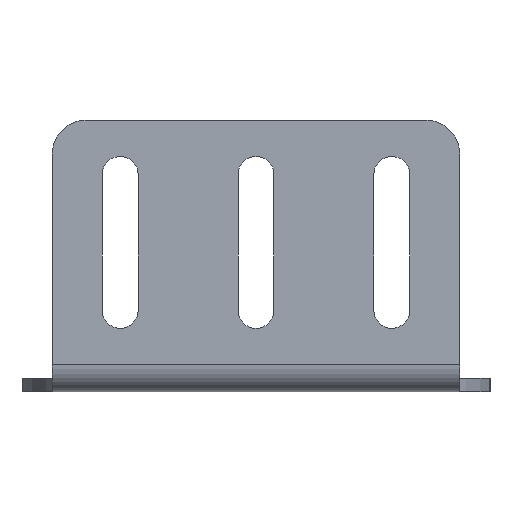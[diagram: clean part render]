
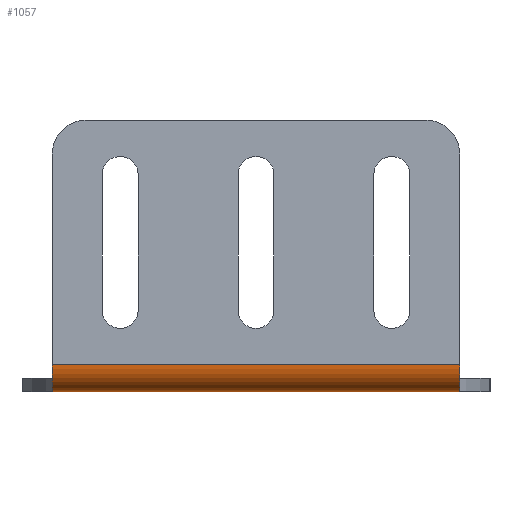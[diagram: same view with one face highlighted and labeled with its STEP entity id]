
A CAD part, front view. The second image highlights one B-rep face of the part: STEP entity #1057.
In plain terms, the highlighted cylindrical face has radius 4 mm (diameter 8 mm), a partial arc.
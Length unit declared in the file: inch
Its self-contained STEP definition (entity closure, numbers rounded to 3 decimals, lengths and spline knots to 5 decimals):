
#20 = LINE ( 'NONE', #1432, #505 ) ;
#34 = CIRCLE ( 'NONE', #561, 0.15748 ) ;
#139 = VERTEX_POINT ( 'NONE', #1072 ) ;
#147 = CARTESIAN_POINT ( 'NONE',  ( 1.1811, 0.12117, 0.15748 ) ) ;
#171 = DIRECTION ( 'NONE',  ( -1., 0., 0. ) ) ;
#270 = EDGE_CURVE ( 'NONE', #1690, #440, #1564, .T. ) ;
#285 = CARTESIAN_POINT ( 'NONE',  ( 0., 0.12117, 0. ) ) ;
#297 = DIRECTION ( 'NONE',  ( 0., 0., 1. ) ) ;
#300 = AXIS2_PLACEMENT_3D ( 'NONE', #147, #1706, #297 ) ;
#348 = DIRECTION ( 'NONE',  ( -1., 0., 0. ) ) ;
#440 = VERTEX_POINT ( 'NONE', #839 ) ;
#463 = EDGE_CURVE ( 'NONE', #1690, #139, #34, .T. ) ;
#497 = EDGE_LOOP ( 'NONE', ( #1142, #737, #1120, #935 ) ) ;
#505 = VECTOR ( 'NONE', #171, 39.37008 ) ;
#551 = DIRECTION ( 'NONE',  ( -1., 0., 0. ) ) ;
#561 = AXIS2_PLACEMENT_3D ( 'NONE', #1621, #348, #1736 ) ;
#737 = ORIENTED_EDGE ( 'NONE', *, *, #1710, .F. ) ;
#752 = CARTESIAN_POINT ( 'NONE',  ( 1.1811, -0.03631, 0.15748 ) ) ;
#830 = DIRECTION ( 'NONE',  ( 0., 0., 1. ) ) ;
#839 = CARTESIAN_POINT ( 'NONE',  ( 1.1811, 0.12117, 0. ) ) ;
#935 = ORIENTED_EDGE ( 'NONE', *, *, #463, .F. ) ;
#971 = CARTESIAN_POINT ( 'NONE',  ( -1.1811, 0.12117, 0. ) ) ;
#987 = CYLINDRICAL_SURFACE ( 'NONE', #1110, 0.15748 ) ;
#999 = DIRECTION ( 'NONE',  ( 1., 0., 0. ) ) ;
#1057 = ADVANCED_FACE ( 'NONE', ( #1136 ), #987, .T. ) ;
#1072 = CARTESIAN_POINT ( 'NONE',  ( -1.1811, -0.03631, 0.15748 ) ) ;
#1110 = AXIS2_PLACEMENT_3D ( 'NONE', #1834, #551, #830 ) ;
#1120 = ORIENTED_EDGE ( 'NONE', *, *, #1402, .T. ) ;
#1136 = FACE_OUTER_BOUND ( 'NONE', #497, .T. ) ;
#1142 = ORIENTED_EDGE ( 'NONE', *, *, #270, .T. ) ;
#1339 = CIRCLE ( 'NONE', #300, 0.15748 ) ;
#1371 = VERTEX_POINT ( 'NONE', #752 ) ;
#1402 = EDGE_CURVE ( 'NONE', #1371, #139, #20, .T. ) ;
#1432 = CARTESIAN_POINT ( 'NONE',  ( 0., -0.03631, 0.15748 ) ) ;
#1564 = LINE ( 'NONE', #285, #1778 ) ;
#1621 = CARTESIAN_POINT ( 'NONE',  ( -1.1811, 0.12117, 0.15748 ) ) ;
#1690 = VERTEX_POINT ( 'NONE', #971 ) ;
#1706 = DIRECTION ( 'NONE',  ( 1., 0., 0. ) ) ;
#1710 = EDGE_CURVE ( 'NONE', #1371, #440, #1339, .T. ) ;
#1736 = DIRECTION ( 'NONE',  ( 0., 0., 1. ) ) ;
#1778 = VECTOR ( 'NONE', #999, 39.37008 ) ;
#1834 = CARTESIAN_POINT ( 'NONE',  ( 0., 0.12117, 0.15748 ) ) ;
